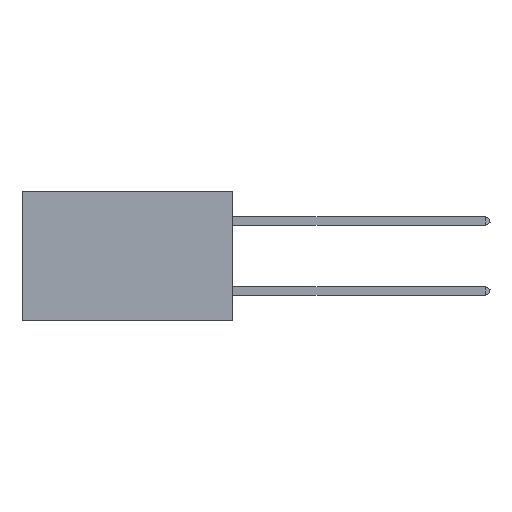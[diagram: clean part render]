
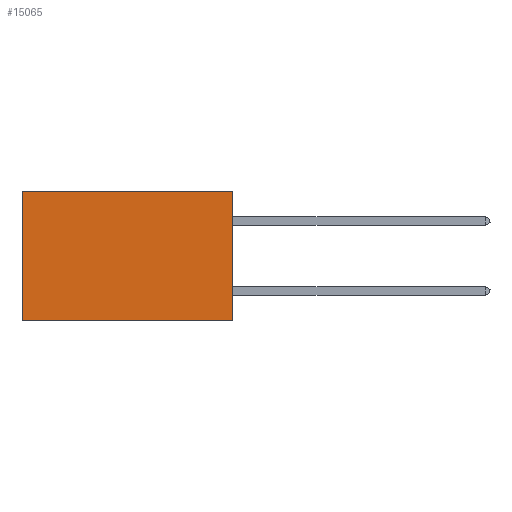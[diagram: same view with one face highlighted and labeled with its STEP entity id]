
A CAD part, left-side view. The second image highlights one B-rep face of the part: STEP entity #15065.
In plain terms, the highlighted planar face has unit normal (-1, 0, 0).
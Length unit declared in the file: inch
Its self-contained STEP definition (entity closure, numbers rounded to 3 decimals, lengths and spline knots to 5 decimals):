
#2233 = VECTOR ( 'NONE', #14097, 39.37008 ) ;
#3045 = AXIS2_PLACEMENT_3D ( 'NONE', #23942, #8507, #28779 ) ;
#4105 = LINE ( 'NONE', #9569, #5794 ) ;
#4447 = VERTEX_POINT ( 'NONE', #27926 ) ;
#5794 = VECTOR ( 'NONE', #12499, 39.37008 ) ;
#8126 = LINE ( 'NONE', #32463, #2233 ) ;
#8507 = DIRECTION ( 'NONE',  ( 1., 0., 0. ) ) ;
#9569 = CARTESIAN_POINT ( 'NONE',  ( 0.2875, 0., -0.37 ) ) ;
#10606 = VERTEX_POINT ( 'NONE', #13255 ) ;
#11804 = ORIENTED_EDGE ( 'NONE', *, *, #25343, .T. ) ;
#12499 = DIRECTION ( 'NONE',  ( 0., 1., 0. ) ) ;
#13255 = CARTESIAN_POINT ( 'NONE',  ( 0.2875, 0.6, -0.37 ) ) ;
#14097 = DIRECTION ( 'NONE',  ( 0., 0., -1. ) ) ;
#14502 = VECTOR ( 'NONE', #24729, 39.37008 ) ;
#15065 = ADVANCED_FACE ( 'NONE', ( #32167 ), #16705, .F. ) ;
#16390 = EDGE_CURVE ( 'NONE', #33936, #4447, #20315, .T. ) ;
#16705 = PLANE ( 'NONE',  #3045 ) ;
#16787 = CARTESIAN_POINT ( 'NONE',  ( 0.2875, 0., 0. ) ) ;
#17507 = LINE ( 'NONE', #32111, #27559 ) ;
#17842 = ORIENTED_EDGE ( 'NONE', *, *, #31949, .F. ) ;
#19763 = ORIENTED_EDGE ( 'NONE', *, *, #28289, .T. ) ;
#20315 = LINE ( 'NONE', #16787, #14502 ) ;
#21409 = DIRECTION ( 'NONE',  ( 0., 1., 0. ) ) ;
#23942 = CARTESIAN_POINT ( 'NONE',  ( 0.2875, 0., 0. ) ) ;
#24729 = DIRECTION ( 'NONE',  ( 0., 0., -1. ) ) ;
#25343 = EDGE_CURVE ( 'NONE', #33936, #34052, #17507, .T. ) ;
#26712 = EDGE_LOOP ( 'NONE', ( #19763, #17842, #27363, #11804 ) ) ;
#27072 = CARTESIAN_POINT ( 'NONE',  ( 0.2875, 0.6, 0. ) ) ;
#27363 = ORIENTED_EDGE ( 'NONE', *, *, #16390, .F. ) ;
#27559 = VECTOR ( 'NONE', #21409, 39.37008 ) ;
#27926 = CARTESIAN_POINT ( 'NONE',  ( 0.2875, 0., -0.37 ) ) ;
#28289 = EDGE_CURVE ( 'NONE', #34052, #10606, #8126, .T. ) ;
#28779 = DIRECTION ( 'NONE',  ( 0., 0., -1. ) ) ;
#31888 = CARTESIAN_POINT ( 'NONE',  ( 0.2875, 0., 0. ) ) ;
#31949 = EDGE_CURVE ( 'NONE', #4447, #10606, #4105, .T. ) ;
#32111 = CARTESIAN_POINT ( 'NONE',  ( 0.2875, 0., 0. ) ) ;
#32167 = FACE_OUTER_BOUND ( 'NONE', #26712, .T. ) ;
#32463 = CARTESIAN_POINT ( 'NONE',  ( 0.2875, 0.6, 0. ) ) ;
#33936 = VERTEX_POINT ( 'NONE', #31888 ) ;
#34052 = VERTEX_POINT ( 'NONE', #27072 ) ;
